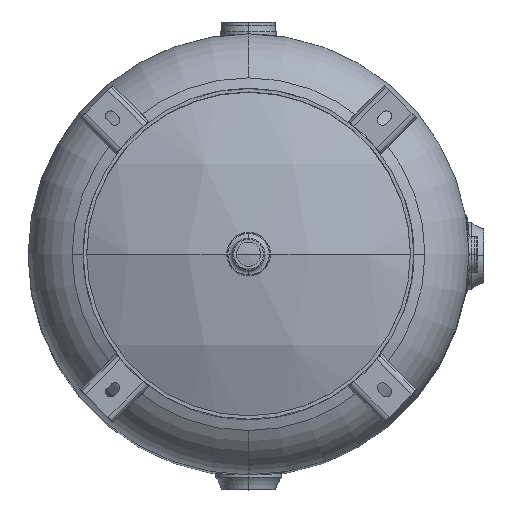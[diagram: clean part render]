
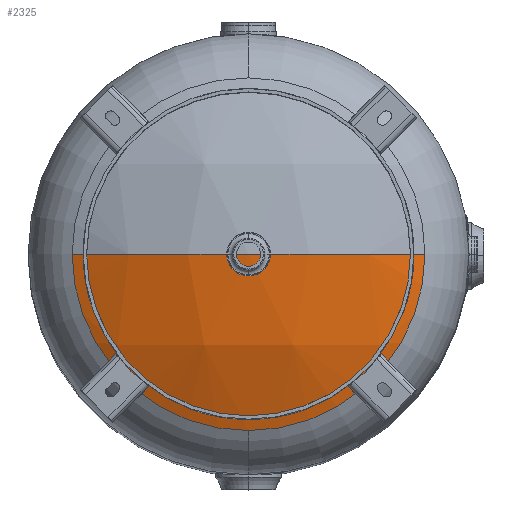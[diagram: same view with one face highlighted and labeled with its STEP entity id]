
A CAD part, top view. The second image highlights one B-rep face of the part: STEP entity #2325.
In plain terms, the highlighted spherical face has radius 548.64 mm.
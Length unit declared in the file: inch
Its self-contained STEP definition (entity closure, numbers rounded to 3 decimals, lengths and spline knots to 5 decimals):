
#1176 = DIRECTION ( 'NONE',  ( 1., 0., 0. ) ) ;
#1239 = DIRECTION ( 'NONE',  ( 0., 0., -1. ) ) ;
#2325 = ADVANCED_FACE ( 'NONE', ( #11583 ), #15999, .T. ) ;
#2669 = AXIS2_PLACEMENT_3D ( 'NONE', #28593, #1239, #10964 ) ;
#2929 = CARTESIAN_POINT ( 'NONE',  ( -9.6, 0., 31.24942 ) ) ;
#2990 = DIRECTION ( 'NONE',  ( 0., 0., 1. ) ) ;
#3376 = EDGE_CURVE ( 'NONE', #25336, #5285, #20299, .T. ) ;
#5078 = CARTESIAN_POINT ( 'NONE',  ( 0., 0., 33.5 ) ) ;
#5175 = DIRECTION ( 'NONE',  ( 0., -1., 0. ) ) ;
#5275 = CIRCLE ( 'NONE', #30470, 21.6 ) ;
#5285 = VERTEX_POINT ( 'NONE', #6157 ) ;
#5664 = ORIENTED_EDGE ( 'NONE', *, *, #6041, .F. ) ;
#6041 = EDGE_CURVE ( 'NONE', #5285, #7213, #15155, .T. ) ;
#6157 = CARTESIAN_POINT ( 'NONE',  ( 9.6, 0., 31.24942 ) ) ;
#7213 = VERTEX_POINT ( 'NONE', #19445 ) ;
#7941 = VERTEX_POINT ( 'NONE', #2929 ) ;
#8446 = DIRECTION ( 'NONE',  ( 0., 1., 0. ) ) ;
#8911 = CARTESIAN_POINT ( 'NONE',  ( 0., 0., 11.9 ) ) ;
#9342 = ORIENTED_EDGE ( 'NONE', *, *, #31751, .T. ) ;
#10236 = AXIS2_PLACEMENT_3D ( 'NONE', #8911, #26059, #1176 ) ;
#10964 = DIRECTION ( 'NONE',  ( 0., 1., 0. ) ) ;
#11583 = FACE_OUTER_BOUND ( 'NONE', #14478, .T. ) ;
#14170 = EDGE_CURVE ( 'NONE', #7213, #7941, #23213, .T. ) ;
#14478 = EDGE_LOOP ( 'NONE', ( #19456, #9342, #27029, #5664 ) ) ;
#15155 = CIRCLE ( 'NONE', #26746, 9.6 ) ;
#15170 = DIRECTION ( 'NONE',  ( 1., 0., 0. ) ) ;
#15486 = CARTESIAN_POINT ( 'NONE',  ( 0., 0., 11.9 ) ) ;
#15999 = SPHERICAL_SURFACE ( 'NONE', #10236, 21.6 ) ;
#16180 = DIRECTION ( 'NONE',  ( 0., 0., -1. ) ) ;
#19445 = CARTESIAN_POINT ( 'NONE',  ( 0., -9.6, 31.24942 ) ) ;
#19456 = ORIENTED_EDGE ( 'NONE', *, *, #3376, .F. ) ;
#20299 = CIRCLE ( 'NONE', #27635, 21.6 ) ;
#23213 = CIRCLE ( 'NONE', #2669, 9.6 ) ;
#25336 = VERTEX_POINT ( 'NONE', #5078 ) ;
#25560 = DIRECTION ( 'NONE',  ( 0., 1., 0. ) ) ;
#26059 = DIRECTION ( 'NONE',  ( 0., -1., 0. ) ) ;
#26746 = AXIS2_PLACEMENT_3D ( 'NONE', #31017, #16180, #8446 ) ;
#27029 = ORIENTED_EDGE ( 'NONE', *, *, #14170, .F. ) ;
#27635 = AXIS2_PLACEMENT_3D ( 'NONE', #15486, #25560, #2990 ) ;
#27698 = CARTESIAN_POINT ( 'NONE',  ( 0., 0., 11.9 ) ) ;
#28593 = CARTESIAN_POINT ( 'NONE',  ( 0., 0., 31.24942 ) ) ;
#30470 = AXIS2_PLACEMENT_3D ( 'NONE', #27698, #5175, #15170 ) ;
#31017 = CARTESIAN_POINT ( 'NONE',  ( 0., 0., 31.24942 ) ) ;
#31751 = EDGE_CURVE ( 'NONE', #25336, #7941, #5275, .T. ) ;
